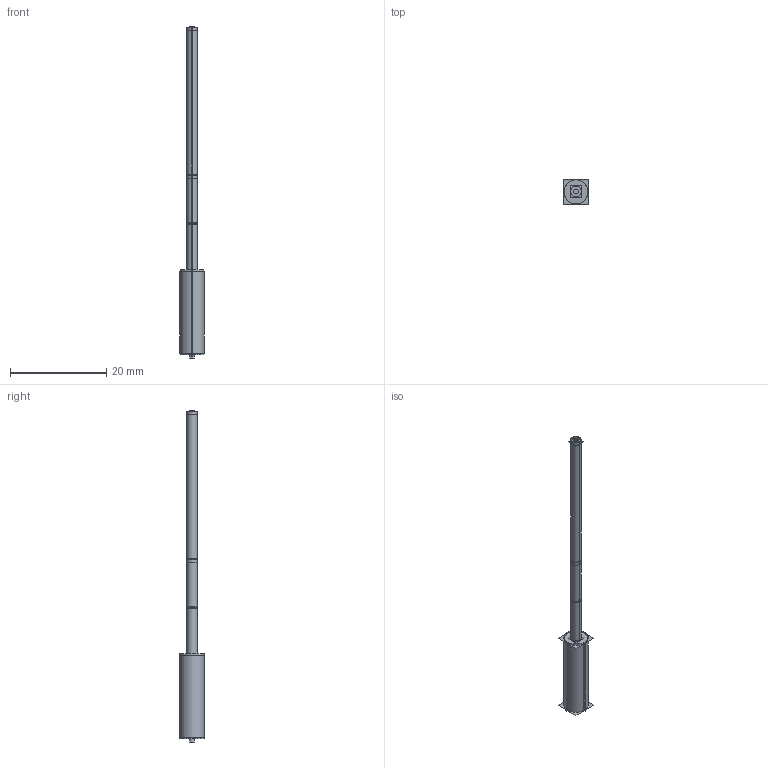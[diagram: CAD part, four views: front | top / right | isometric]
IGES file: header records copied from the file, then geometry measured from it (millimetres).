
Start section:  PTC IGES file: 194011.igs
Global section: file name: 194011.igs; native system: Creo Parametric by Parametric Technology Corporation; preprocessor: 2013230; author: PDMAdmin; organization: Unknown; date: 20160401.083309; units: millimetre
Bounding box: 5.21 x 5.2 x 69.02 mm (x, y, z)
Volume: 473.2 mm3; surface area: 5399.5 mm2
Topology: 3 solids, 4 shells, 60 faces, 298 edges, 392 vertices
Faces by surface type: revolution 40, bspline 20
